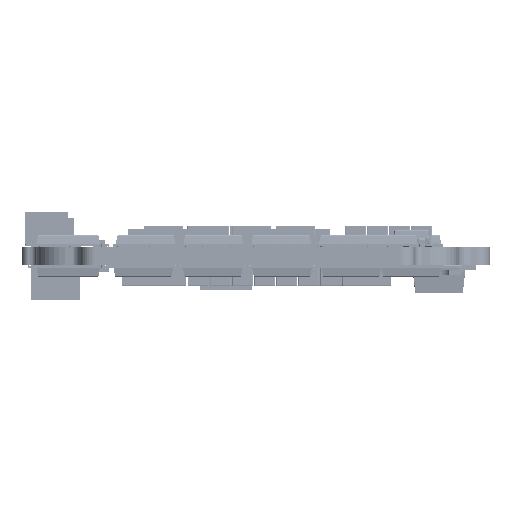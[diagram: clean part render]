
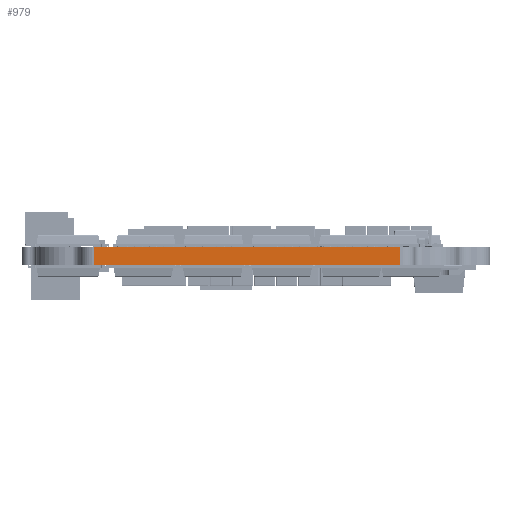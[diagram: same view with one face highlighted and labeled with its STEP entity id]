
A CAD part, left-side view. The second image highlights one B-rep face of the part: STEP entity #979.
In plain terms, the highlighted planar face has unit normal (-1, 0, 0).
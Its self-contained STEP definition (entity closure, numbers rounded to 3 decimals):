
#941 = EDGE_CURVE('',#942,#944,#946,.T.);
#942 = VERTEX_POINT('',#943);
#943 = CARTESIAN_POINT('',(-21.5,-13.25,0.));
#944 = VERTEX_POINT('',#945);
#945 = CARTESIAN_POINT('',(-21.5,-13.25,1.611));
#946 = LINE('',#947,#948);
#947 = CARTESIAN_POINT('',(-21.5,-13.25,0.));
#948 = VECTOR('',#949,1.);
#949 = DIRECTION('',(0.,0.,1.));
#979 = ADVANCED_FACE('',(#980),#1005,.F.);
#980 = FACE_BOUND('',#981,.F.);
#981 = EDGE_LOOP('',(#982,#992,#998,#999));
#982 = ORIENTED_EDGE('',*,*,#983,.T.);
#983 = EDGE_CURVE('',#984,#986,#988,.T.);
#984 = VERTEX_POINT('',#985);
#985 = CARTESIAN_POINT('',(-21.5,13.25,0.));
#986 = VERTEX_POINT('',#987);
#987 = CARTESIAN_POINT('',(-21.5,13.25,1.611));
#988 = LINE('',#989,#990);
#989 = CARTESIAN_POINT('',(-21.5,13.25,0.));
#990 = VECTOR('',#991,1.);
#991 = DIRECTION('',(0.,0.,1.));
#992 = ORIENTED_EDGE('',*,*,#993,.T.);
#993 = EDGE_CURVE('',#986,#944,#994,.T.);
#994 = LINE('',#995,#996);
#995 = CARTESIAN_POINT('',(-21.5,13.25,1.611));
#996 = VECTOR('',#997,1.);
#997 = DIRECTION('',(0.,-1.,0.));
#998 = ORIENTED_EDGE('',*,*,#941,.F.);
#999 = ORIENTED_EDGE('',*,*,#1000,.F.);
#1000 = EDGE_CURVE('',#984,#942,#1001,.T.);
#1001 = LINE('',#1002,#1003);
#1002 = CARTESIAN_POINT('',(-21.5,13.25,0.));
#1003 = VECTOR('',#1004,1.);
#1004 = DIRECTION('',(0.,-1.,0.));
#1005 = PLANE('',#1006);
#1006 = AXIS2_PLACEMENT_3D('',#1007,#1008,#1009);
#1007 = CARTESIAN_POINT('',(-21.5,13.25,0.));
#1008 = DIRECTION('',(1.,0.,-0.));
#1009 = DIRECTION('',(0.,-1.,0.));
